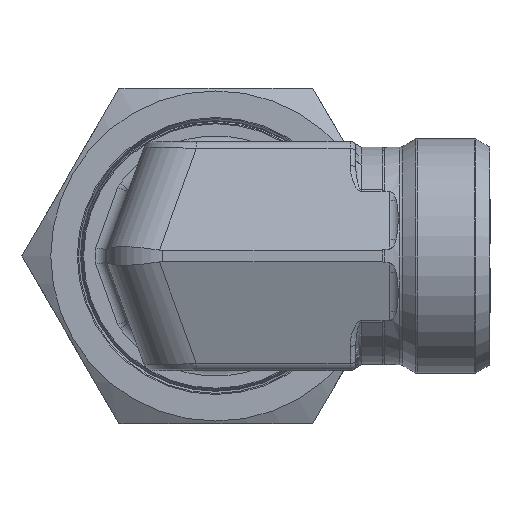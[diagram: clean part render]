
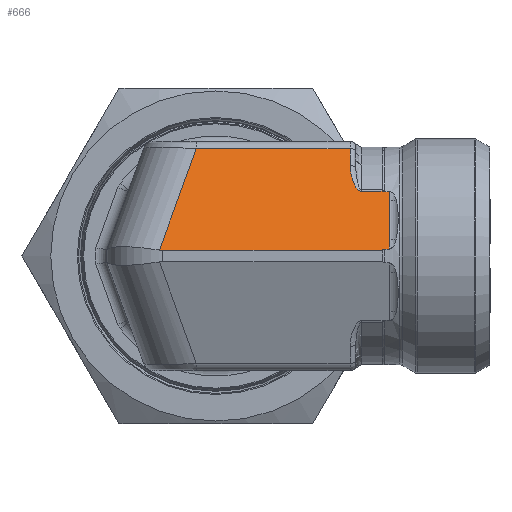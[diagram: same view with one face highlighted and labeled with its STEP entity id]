
A CAD part, left-side view. The second image highlights one B-rep face of the part: STEP entity #666.
In plain terms, the highlighted planar face has unit normal (-0.94, 0, 0.342).
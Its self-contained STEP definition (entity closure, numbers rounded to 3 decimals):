
#666=ADVANCED_FACE('',(#1107),#990,.T.);
#990=PLANE('',#5158);
#1107=FACE_OUTER_BOUND('',#1360,.T.);
#1360=EDGE_LOOP('',(#2269,#2270,#2271,#2272,#2273,#2274,#2275,#2276,#2277,
#2278,#2279,#2280,#2281,#2282));
#1759=ELLIPSE('',#5157,29.238,10.);
#1808=LINE('',#6949,#2030);
#1809=LINE('',#6956,#2031);
#1810=LINE('',#6963,#2032);
#1811=LINE('',#6970,#2033);
#1812=LINE('',#6983,#2034);
#1813=LINE('',#6985,#2035);
#1814=LINE('',#6987,#2036);
#1815=LINE('',#6991,#2037);
#2030=VECTOR('',#5671,1.);
#2031=VECTOR('',#5672,1.);
#2032=VECTOR('',#5673,1.);
#2033=VECTOR('',#5674,1.);
#2034=VECTOR('',#5675,1.);
#2035=VECTOR('',#5676,1.);
#2036=VECTOR('',#5677,1.);
#2037=VECTOR('',#5680,1.);
#2269=ORIENTED_EDGE('',*,*,#4174,.F.);
#2270=ORIENTED_EDGE('',*,*,#4175,.F.);
#2271=ORIENTED_EDGE('',*,*,#4176,.T.);
#2272=ORIENTED_EDGE('',*,*,#4177,.T.);
#2273=ORIENTED_EDGE('',*,*,#4178,.T.);
#2274=ORIENTED_EDGE('',*,*,#4179,.F.);
#2275=ORIENTED_EDGE('',*,*,#4180,.F.);
#2276=ORIENTED_EDGE('',*,*,#4181,.T.);
#2277=ORIENTED_EDGE('',*,*,#4182,.T.);
#2278=ORIENTED_EDGE('',*,*,#4183,.T.);
#2279=ORIENTED_EDGE('',*,*,#4184,.T.);
#2280=ORIENTED_EDGE('',*,*,#4185,.T.);
#2281=ORIENTED_EDGE('',*,*,#4186,.T.);
#2282=ORIENTED_EDGE('',*,*,#4187,.T.);
#3701=VERTEX_POINT('',#6947);
#3702=VERTEX_POINT('',#6948);
#3703=VERTEX_POINT('',#6950);
#3704=VERTEX_POINT('',#6955);
#3705=VERTEX_POINT('',#6957);
#3706=VERTEX_POINT('',#6962);
#3707=VERTEX_POINT('',#6964);
#3708=VERTEX_POINT('',#6969);
#3709=VERTEX_POINT('',#6971);
#3710=VERTEX_POINT('',#6982);
#3711=VERTEX_POINT('',#6984);
#3712=VERTEX_POINT('',#6986);
#3713=VERTEX_POINT('',#6988);
#3714=VERTEX_POINT('',#6990);
#4174=EDGE_CURVE('',#3701,#3702,#4890,.T.);
#4175=EDGE_CURVE('',#3703,#3701,#1808,.T.);
#4176=EDGE_CURVE('',#3703,#3704,#4891,.T.);
#4177=EDGE_CURVE('',#3704,#3705,#1809,.T.);
#4178=EDGE_CURVE('',#3705,#3706,#4892,.T.);
#4179=EDGE_CURVE('',#3707,#3706,#1810,.T.);
#4180=EDGE_CURVE('',#3708,#3707,#4893,.T.);
#4181=EDGE_CURVE('',#3708,#3709,#1811,.T.);
#4182=EDGE_CURVE('',#3709,#3710,#4894,.T.);
#4183=EDGE_CURVE('',#3710,#3711,#1812,.T.);
#4184=EDGE_CURVE('',#3711,#3712,#1813,.T.);
#4185=EDGE_CURVE('',#3712,#3713,#1814,.T.);
#4186=EDGE_CURVE('',#3713,#3714,#1759,.T.);
#4187=EDGE_CURVE('',#3714,#3702,#1815,.T.);
#4890=B_SPLINE_CURVE_WITH_KNOTS('',3,(#6937,#6938,#6939,#6940,#6941,#6942,
#6943,#6944,#6945,#6946),.UNSPECIFIED.,.F.,.F.,(4,3,3,4),(0.,0.25,
0.574,1.),.UNSPECIFIED.);
#4891=B_SPLINE_CURVE_WITH_KNOTS('',3,(#6951,#6952,#6953,#6954),
 .UNSPECIFIED.,.F.,.F.,(4,4),(0.,1.),.UNSPECIFIED.);
#4892=B_SPLINE_CURVE_WITH_KNOTS('',3,(#6958,#6959,#6960,#6961),
 .UNSPECIFIED.,.F.,.F.,(4,4),(0.,1.),.UNSPECIFIED.);
#4893=B_SPLINE_CURVE_WITH_KNOTS('',3,(#6965,#6966,#6967,#6968),
 .UNSPECIFIED.,.F.,.F.,(4,4),(0.,1.),.UNSPECIFIED.);
#4894=B_SPLINE_CURVE_WITH_KNOTS('',3,(#6972,#6973,#6974,#6975,#6976,#6977,
#6978,#6979,#6980,#6981),.UNSPECIFIED.,.F.,.F.,(4,2,2,2,4),(0.,0.125,
0.25,0.5,1.),.UNSPECIFIED.);
#5157=AXIS2_PLACEMENT_3D('',#6989,#5678,#5679);
#5158=AXIS2_PLACEMENT_3D('',#6992,#5681,#5682);
#5671=DIRECTION('',(0.,1.,0.));
#5672=DIRECTION('',(0.342,0.,0.94));
#5673=DIRECTION('',(0.,-1.,0.));
#5674=DIRECTION('',(0.,1.,0.));
#5675=DIRECTION('',(0.342,0.,0.94));
#5676=DIRECTION('',(0.,1.,0.));
#5677=DIRECTION('',(-0.324,0.324,-0.889));
#5678=DIRECTION('',(-0.94,0.,0.342));
#5679=DIRECTION('',(-0.342,0.,-0.94));
#5680=DIRECTION('',(0.,-1.,0.));
#5681=DIRECTION('',(-0.94,0.,0.342));
#5682=DIRECTION('',(0.342,0.,0.94));
#6937=CARTESIAN_POINT('',(-19.41,-30.2,1.247));
#6938=CARTESIAN_POINT('',(-19.41,-30.157,1.247));
#6939=CARTESIAN_POINT('',(-19.413,-30.114,1.239));
#6940=CARTESIAN_POINT('',(-19.418,-30.075,1.225));
#6941=CARTESIAN_POINT('',(-19.425,-30.023,1.207));
#6942=CARTESIAN_POINT('',(-19.435,-29.975,1.179));
#6943=CARTESIAN_POINT('',(-19.446,-29.932,1.147));
#6944=CARTESIAN_POINT('',(-19.462,-29.876,1.104));
#6945=CARTESIAN_POINT('',(-19.48,-29.826,1.054));
#6946=CARTESIAN_POINT('',(-19.5,-29.781,1.));
#6947=CARTESIAN_POINT('',(-19.41,-30.2,1.247));
#6948=CARTESIAN_POINT('',(-19.5,-29.781,1.));
#6949=CARTESIAN_POINT('',(-19.41,-49.,1.247));
#6950=CARTESIAN_POINT('',(-19.41,-31.018,1.247));
#6951=CARTESIAN_POINT('',(-19.41,-31.018,1.247));
#6952=CARTESIAN_POINT('',(-19.212,-31.004,1.791));
#6953=CARTESIAN_POINT('',(-19.014,-31.,2.335));
#6954=CARTESIAN_POINT('',(-18.816,-31.,2.879));
#6955=CARTESIAN_POINT('',(-18.816,-31.,2.879));
#6956=CARTESIAN_POINT('',(-19.5,-31.,1.));
#6957=CARTESIAN_POINT('',(-16.264,-31.,9.89));
#6958=CARTESIAN_POINT('',(-16.264,-31.,9.89));
#6959=CARTESIAN_POINT('',(-16.067,-31.,10.433));
#6960=CARTESIAN_POINT('',(-15.869,-31.004,10.977));
#6961=CARTESIAN_POINT('',(-15.671,-31.018,11.521));
#6962=CARTESIAN_POINT('',(-15.671,-31.018,11.521));
#6963=CARTESIAN_POINT('',(-15.671,-49.,11.521));
#6964=CARTESIAN_POINT('',(-15.671,-30.2,11.521));
#6965=CARTESIAN_POINT('',(-15.662,-30.069,11.545));
#6966=CARTESIAN_POINT('',(-15.668,-30.111,11.53));
#6967=CARTESIAN_POINT('',(-15.671,-30.155,11.521));
#6968=CARTESIAN_POINT('',(-15.671,-30.2,11.521));
#6969=CARTESIAN_POINT('',(-15.662,-30.069,11.545));
#6970=CARTESIAN_POINT('',(-15.662,-2.75,11.545));
#6971=CARTESIAN_POINT('',(-15.662,-26.,11.545));
#6972=CARTESIAN_POINT('',(-15.662,-26.,11.545));
#6973=CARTESIAN_POINT('',(-15.662,-25.762,11.545));
#6974=CARTESIAN_POINT('',(-15.612,-25.554,11.681));
#6975=CARTESIAN_POINT('',(-15.498,-25.227,11.996));
#6976=CARTESIAN_POINT('',(-15.431,-25.096,12.181));
#6977=CARTESIAN_POINT('',(-15.223,-24.748,12.752));
#6978=CARTESIAN_POINT('',(-15.072,-24.575,13.165));
#6979=CARTESIAN_POINT('',(-14.616,-24.153,14.419));
#6980=CARTESIAN_POINT('',(-14.304,-24.,15.276));
#6981=CARTESIAN_POINT('',(-13.983,-24.,16.157));
#6982=CARTESIAN_POINT('',(-13.983,-24.,16.157));
#6983=CARTESIAN_POINT('',(-19.5,-24.,1.));
#6984=CARTESIAN_POINT('',(-12.882,-24.,19.184));
#6985=CARTESIAN_POINT('',(-12.882,-2.75,19.184));
#6986=CARTESIAN_POINT('',(-12.882,3.485,19.184));
#6987=CARTESIAN_POINT('',(-18.154,8.757,4.698));
#6988=CARTESIAN_POINT('',(-19.483,10.086,1.047));
#6989=CARTESIAN_POINT('',(-9.5,9.5,28.475));
#6990=CARTESIAN_POINT('',(-19.5,9.5,1.));
#6991=CARTESIAN_POINT('',(-19.5,-2.75,1.));
#6992=CARTESIAN_POINT('',(-19.5,-2.75,1.));
